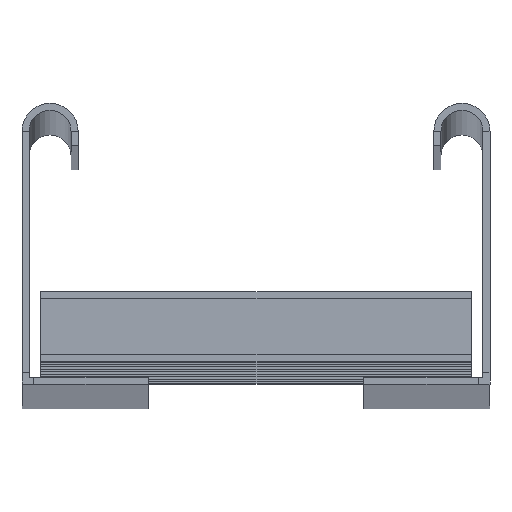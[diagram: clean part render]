
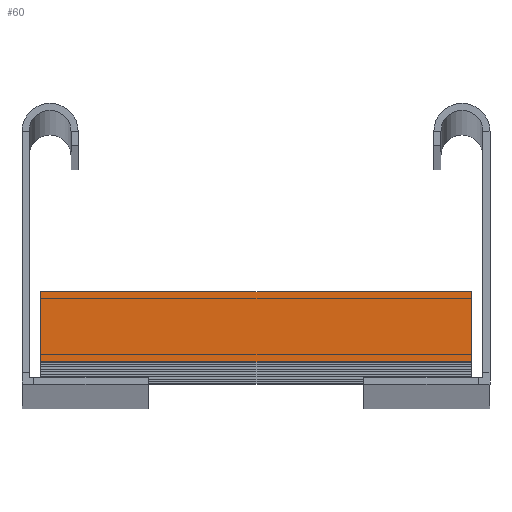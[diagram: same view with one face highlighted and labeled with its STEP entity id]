
A CAD part, top view. The second image highlights one B-rep face of the part: STEP entity #60.
In plain terms, the highlighted face is planar.
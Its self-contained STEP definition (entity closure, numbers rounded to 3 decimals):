
#5 = CARTESIAN_POINT ( 'NONE',  ( -15., 0., -46. ) ) ;
#60 = ADVANCED_FACE ( 'NONE', ( #972 ), #1625, .F. ) ;
#120 = CARTESIAN_POINT ( 'NONE',  ( -15., 3., -46. ) ) ;
#124 = VECTOR ( 'NONE', #450, 1000. ) ;
#136 = EDGE_CURVE ( 'NONE', #1485, #812, #1664, .T. ) ;
#143 = ORIENTED_EDGE ( 'NONE', *, *, #225, .T. ) ;
#190 = DIRECTION ( 'NONE',  ( 1., 0., 0. ) ) ;
#225 = EDGE_CURVE ( 'NONE', #784, #1204, #705, .T. ) ;
#250 = EDGE_CURVE ( 'NONE', #1088, #1440, #269, .T. ) ;
#269 = LINE ( 'NONE', #275, #287 ) ;
#274 = EDGE_CURVE ( 'NONE', #812, #412, #1575, .T. ) ;
#275 = CARTESIAN_POINT ( 'NONE',  ( -15., 0., -46. ) ) ;
#287 = VECTOR ( 'NONE', #1060, 1000. ) ;
#305 = CARTESIAN_POINT ( 'NONE',  ( -15., 3., 46. ) ) ;
#325 = CARTESIAN_POINT ( 'NONE',  ( -15., 3., -46. ) ) ;
#375 = VECTOR ( 'NONE', #740, 1000. ) ;
#406 = VECTOR ( 'NONE', #1216, 1000. ) ;
#412 = VERTEX_POINT ( 'NONE', #949 ) ;
#450 = DIRECTION ( 'NONE',  ( 0., 1., 0. ) ) ;
#453 = ORIENTED_EDGE ( 'NONE', *, *, #1588, .F. ) ;
#508 = ORIENTED_EDGE ( 'NONE', *, *, #1295, .F. ) ;
#513 = LINE ( 'NONE', #1526, #843 ) ;
#519 = DIRECTION ( 'NONE',  ( 0., 1., 0. ) ) ;
#596 = CARTESIAN_POINT ( 'NONE',  ( -15., 15., 46. ) ) ;
#622 = VECTOR ( 'NONE', #519, 1000. ) ;
#631 = LINE ( 'NONE', #5, #870 ) ;
#643 = CARTESIAN_POINT ( 'NONE',  ( -15., 3., -46. ) ) ;
#659 = CARTESIAN_POINT ( 'NONE',  ( -15., 3., 46. ) ) ;
#696 = CARTESIAN_POINT ( 'NONE',  ( -15., 15., 46. ) ) ;
#705 = LINE ( 'NONE', #1328, #406 ) ;
#740 = DIRECTION ( 'NONE',  ( 0., 1., 0. ) ) ;
#742 = EDGE_CURVE ( 'NONE', #1485, #1088, #631, .T. ) ;
#784 = VERTEX_POINT ( 'NONE', #659 ) ;
#797 = ORIENTED_EDGE ( 'NONE', *, *, #742, .T. ) ;
#812 = VERTEX_POINT ( 'NONE', #1158 ) ;
#818 = LINE ( 'NONE', #305, #1241 ) ;
#843 = VECTOR ( 'NONE', #883, 1000. ) ;
#870 = VECTOR ( 'NONE', #912, 1000. ) ;
#883 = DIRECTION ( 'NONE',  ( 0., 0., 1. ) ) ;
#912 = DIRECTION ( 'NONE',  ( 0., -1., 0. ) ) ;
#949 = CARTESIAN_POINT ( 'NONE',  ( -15., 15., -46. ) ) ;
#972 = FACE_OUTER_BOUND ( 'NONE', #1175, .T. ) ;
#984 = DIRECTION ( 'NONE',  ( 0., 0., -1. ) ) ;
#1060 = DIRECTION ( 'NONE',  ( 0., 0., 1. ) ) ;
#1088 = VERTEX_POINT ( 'NONE', #1287 ) ;
#1093 = LINE ( 'NONE', #596, #124 ) ;
#1116 = CARTESIAN_POINT ( 'NONE',  ( -15., 3., -46. ) ) ;
#1117 = CARTESIAN_POINT ( 'NONE',  ( -15., 0., 46. ) ) ;
#1148 = ORIENTED_EDGE ( 'NONE', *, *, #274, .F. ) ;
#1158 = CARTESIAN_POINT ( 'NONE',  ( -15., 12., -46. ) ) ;
#1175 = EDGE_LOOP ( 'NONE', ( #143, #1273, #453, #1148, #1206, #797, #1497, #508 ) ) ;
#1204 = VERTEX_POINT ( 'NONE', #1415 ) ;
#1206 = ORIENTED_EDGE ( 'NONE', *, *, #136, .F. ) ;
#1216 = DIRECTION ( 'NONE',  ( 0., 1., 0. ) ) ;
#1241 = VECTOR ( 'NONE', #1442, 1000. ) ;
#1273 = ORIENTED_EDGE ( 'NONE', *, *, #1464, .T. ) ;
#1287 = CARTESIAN_POINT ( 'NONE',  ( -15., 0., -46. ) ) ;
#1295 = EDGE_CURVE ( 'NONE', #784, #1440, #818, .T. ) ;
#1328 = CARTESIAN_POINT ( 'NONE',  ( -15., 3., 46. ) ) ;
#1415 = CARTESIAN_POINT ( 'NONE',  ( -15., 12., 46. ) ) ;
#1440 = VERTEX_POINT ( 'NONE', #1117 ) ;
#1442 = DIRECTION ( 'NONE',  ( 0., -1., 0. ) ) ;
#1464 = EDGE_CURVE ( 'NONE', #1204, #1652, #1093, .T. ) ;
#1485 = VERTEX_POINT ( 'NONE', #643 ) ;
#1497 = ORIENTED_EDGE ( 'NONE', *, *, #250, .T. ) ;
#1526 = CARTESIAN_POINT ( 'NONE',  ( -15., 15., -46. ) ) ;
#1542 = AXIS2_PLACEMENT_3D ( 'NONE', #325, #190, #984 ) ;
#1575 = LINE ( 'NONE', #120, #622 ) ;
#1588 = EDGE_CURVE ( 'NONE', #412, #1652, #513, .T. ) ;
#1625 = PLANE ( 'NONE',  #1542 ) ;
#1652 = VERTEX_POINT ( 'NONE', #696 ) ;
#1664 = LINE ( 'NONE', #1116, #375 ) ;
